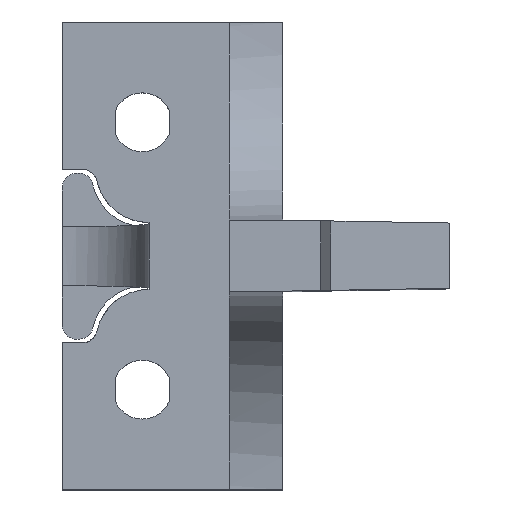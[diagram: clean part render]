
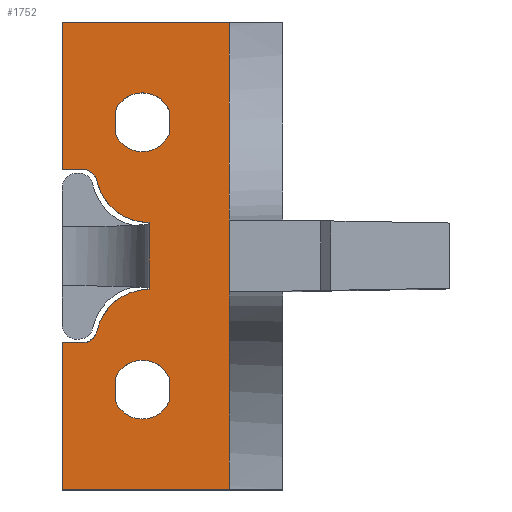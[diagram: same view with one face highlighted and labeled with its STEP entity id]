
A CAD part, top view. The second image highlights one B-rep face of the part: STEP entity #1752.
In plain terms, the highlighted planar face has unit normal (0, 0, 1).
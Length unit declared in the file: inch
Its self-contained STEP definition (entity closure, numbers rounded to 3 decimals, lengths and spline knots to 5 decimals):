
#18=DIRECTION('',(0.,-1.,0.));
#19=VECTOR('',#18,0.1833);
#20=CARTESIAN_POINT('',(0.2,-0.90835,0.));
#21=LINE('',#20,#19);
#26=DIRECTION('',(0.,1.,0.));
#27=VECTOR('',#26,0.1833);
#28=CARTESIAN_POINT('',(-0.2,-1.09165,0.));
#29=LINE('',#28,#27);
#33=DIRECTION('',(0.,-1.,0.));
#34=VECTOR('',#33,0.1833);
#35=CARTESIAN_POINT('',(0.2,1.09165,0.));
#36=LINE('',#35,#34);
#40=DIRECTION('',(0.,1.,0.));
#41=VECTOR('',#40,0.1833);
#42=CARTESIAN_POINT('',(-0.2,0.90835,0.));
#43=LINE('',#42,#41);
#47=DIRECTION('',(1.,0.,0.));
#48=VECTOR('',#47,0.152);
#49=CARTESIAN_POINT('',(-0.6,0.65,0.));
#50=LINE('',#49,#48);
#54=DIRECTION('',(0.,1.,0.));
#55=VECTOR('',#54,1.1);
#56=CARTESIAN_POINT('',(-0.6,0.65,0.));
#57=LINE('',#56,#55);
#61=DIRECTION('',(1.,0.,0.));
#62=VECTOR('',#61,1.25);
#63=CARTESIAN_POINT('',(-0.6,1.75,0.));
#64=LINE('',#63,#62);
#68=CARTESIAN_POINT('',(0.65,1.75,0.));
#69=CARTESIAN_POINT('',(0.65,1.73884,0.));
#70=CARTESIAN_POINT('',(0.65,1.72767,0.));
#71=CARTESIAN_POINT('',(0.65,1.71651,0.));
#76=CARTESIAN_POINT('',(0.65,-1.71651,0.));
#77=CARTESIAN_POINT('',(0.65,-1.72767,0.));
#78=CARTESIAN_POINT('',(0.65,-1.73884,0.));
#79=CARTESIAN_POINT('',(0.65,-1.75,0.));
#84=DIRECTION('',(-1.,0.,0.));
#85=VECTOR('',#84,1.25);
#86=CARTESIAN_POINT('',(0.65,-1.75,0.));
#87=LINE('',#86,#85);
#91=DIRECTION('',(0.,1.,0.));
#92=VECTOR('',#91,1.1);
#93=CARTESIAN_POINT('',(-0.6,-1.75,0.));
#94=LINE('',#93,#92);
#98=DIRECTION('',(1.,0.,0.));
#99=VECTOR('',#98,0.152);
#100=CARTESIAN_POINT('',(-0.6,-0.65,0.));
#101=LINE('',#100,#99);
#105=CARTESIAN_POINT('',(-0.448,-0.65,0.));
#106=CARTESIAN_POINT('',(-0.44181,-0.65,0.));
#107=CARTESIAN_POINT('',(-0.42939,-0.64895,0.));
#108=CARTESIAN_POINT('',(-0.41132,-0.64426,0.));
#109=CARTESIAN_POINT('',(-0.39429,-0.6366,0.));
#110=CARTESIAN_POINT('',(-0.3788,-0.62618,0.));
#111=CARTESIAN_POINT('',(-0.36529,-0.61329,0.));
#112=CARTESIAN_POINT('',(-0.35414,-0.59831,0.));
#113=CARTESIAN_POINT('',(-0.34567,-0.58167,0.));
#114=CARTESIAN_POINT('',(-0.34197,-0.56978,0.));
#115=CARTESIAN_POINT('',(-0.34064,-0.56373,0.));
#120=CARTESIAN_POINT('',(-0.34064,-0.56373,0.));
#121=CARTESIAN_POINT('',(-0.33511,-0.53859,0.));
#122=CARTESIAN_POINT('',(-0.31913,-0.48927,0.));
#123=CARTESIAN_POINT('',(-0.28143,-0.42139,0.));
#124=CARTESIAN_POINT('',(-0.23138,-0.36199,0.));
#125=CARTESIAN_POINT('',(-0.17084,-0.31334,0.));
#126=CARTESIAN_POINT('',(-0.10206,-0.27723,0.));
#127=CARTESIAN_POINT('',(-0.02763,-0.255,0.));
#128=CARTESIAN_POINT('',(0.024,-0.25,0.));
#129=CARTESIAN_POINT('',(0.04976,-0.25,0.));
#134=DIRECTION('',(0.,-1.,0.));
#135=VECTOR('',#134,0.5);
#136=CARTESIAN_POINT('',(0.04976,0.25,0.));
#137=LINE('',#136,#135);
#141=CARTESIAN_POINT('',(0.04976,0.25,0.));
#142=CARTESIAN_POINT('',(0.024,0.25,0.));
#143=CARTESIAN_POINT('',(-0.02763,0.255,0.));
#144=CARTESIAN_POINT('',(-0.10206,0.27723,0.));
#145=CARTESIAN_POINT('',(-0.17084,0.31334,0.));
#146=CARTESIAN_POINT('',(-0.23138,0.36199,0.));
#147=CARTESIAN_POINT('',(-0.28143,0.42139,0.));
#148=CARTESIAN_POINT('',(-0.31913,0.48927,0.));
#149=CARTESIAN_POINT('',(-0.33511,0.53859,0.));
#150=CARTESIAN_POINT('',(-0.34064,0.56373,0.));
#155=CARTESIAN_POINT('',(-0.34064,0.56373,0.));
#156=CARTESIAN_POINT('',(-0.34197,0.56978,0.));
#157=CARTESIAN_POINT('',(-0.34567,0.58167,0.));
#158=CARTESIAN_POINT('',(-0.35414,0.59831,0.));
#159=CARTESIAN_POINT('',(-0.36529,0.61329,0.));
#160=CARTESIAN_POINT('',(-0.3788,0.62618,0.));
#161=CARTESIAN_POINT('',(-0.39429,0.6366,0.));
#162=CARTESIAN_POINT('',(-0.41132,0.64426,0.));
#163=CARTESIAN_POINT('',(-0.42939,0.64895,0.));
#164=CARTESIAN_POINT('',(-0.44181,0.65,0.));
#165=CARTESIAN_POINT('',(-0.448,0.65,0.));
#170=CARTESIAN_POINT('',(0.,-1.,0.));
#171=DIRECTION('',(0.,0.,-1.));
#172=DIRECTION('',(-0.909,0.417,0.));
#173=AXIS2_PLACEMENT_3D('',#170,#171,#172);
#194=CARTESIAN_POINT('',(0.,-1.,0.));
#195=DIRECTION('',(0.,0.,-1.));
#196=DIRECTION('',(0.909,-0.417,0.));
#197=AXIS2_PLACEMENT_3D('',#194,#195,#196);
#388=CARTESIAN_POINT('',(0.,1.,0.));
#389=DIRECTION('',(0.,0.,-1.));
#390=DIRECTION('',(-0.909,0.417,0.));
#391=AXIS2_PLACEMENT_3D('',#388,#389,#390);
#412=CARTESIAN_POINT('',(0.,1.,0.));
#413=DIRECTION('',(0.,0.,-1.));
#414=DIRECTION('',(0.909,-0.417,0.));
#415=AXIS2_PLACEMENT_3D('',#412,#413,#414);
#1001=DIRECTION('',(0.,1.,0.));
#1002=VECTOR('',#1001,3.43302);
#1003=CARTESIAN_POINT('',(0.65,-1.71651,0.));
#1004=LINE('',#1003,#1002);
#1493=CARTESIAN_POINT('',(-0.6,-1.75,0.));
#1495=VERTEX_POINT('',#1493);
#1497=CARTESIAN_POINT('',(-0.6,1.75,0.));
#1499=VERTEX_POINT('',#1497);
#1518=CARTESIAN_POINT('',(-0.2,-0.90835,0.));
#1520=VERTEX_POINT('',#1518);
#1522=CARTESIAN_POINT('',(-0.2,-1.09165,0.));
#1524=VERTEX_POINT('',#1522);
#1526=CARTESIAN_POINT('',(0.2,-1.09165,0.));
#1528=VERTEX_POINT('',#1526);
#1530=CARTESIAN_POINT('',(0.2,-0.90835,0.));
#1532=VERTEX_POINT('',#1530);
#1534=CARTESIAN_POINT('',(-0.2,1.09165,0.));
#1536=VERTEX_POINT('',#1534);
#1538=CARTESIAN_POINT('',(-0.2,0.90835,0.));
#1540=VERTEX_POINT('',#1538);
#1542=CARTESIAN_POINT('',(0.2,0.90835,0.));
#1544=VERTEX_POINT('',#1542);
#1546=CARTESIAN_POINT('',(0.2,1.09165,0.));
#1548=VERTEX_POINT('',#1546);
#1589=CARTESIAN_POINT('',(0.65,1.75,0.));
#1591=VERTEX_POINT('',#1589);
#1601=CARTESIAN_POINT('',(0.65,-1.75,0.));
#1603=VERTEX_POINT('',#1601);
#1623=CARTESIAN_POINT('',(0.65,1.71651,0.));
#1624=VERTEX_POINT('',#1623);
#1625=CARTESIAN_POINT('',(0.65,-1.71651,0.));
#1626=VERTEX_POINT('',#1625);
#1627=CARTESIAN_POINT('',(-0.6,0.65,0.));
#1628=CARTESIAN_POINT('',(-0.448,0.65,0.));
#1629=VERTEX_POINT('',#1627);
#1630=VERTEX_POINT('',#1628);
#1631=VERTEX_POINT('',#155);
#1632=VERTEX_POINT('',#141);
#1633=CARTESIAN_POINT('',(0.04976,-0.25,0.));
#1634=VERTEX_POINT('',#1633);
#1635=VERTEX_POINT('',#120);
#1636=VERTEX_POINT('',#105);
#1637=CARTESIAN_POINT('',(-0.6,-0.65,0.));
#1638=VERTEX_POINT('',#1637);
#1697=CARTESIAN_POINT('',(0.,0.,0.));
#1698=DIRECTION('',(0.,0.,-1.));
#1699=DIRECTION('',(1.,0.,0.));
#1700=AXIS2_PLACEMENT_3D('',#1697,#1698,#1699);
#1701=PLANE('',#1700);
#1703=ORIENTED_EDGE('',*,*,#1702,.F.);
#1705=ORIENTED_EDGE('',*,*,#1704,.T.);
#1707=ORIENTED_EDGE('',*,*,#1706,.T.);
#1709=ORIENTED_EDGE('',*,*,#1708,.T.);
#1711=ORIENTED_EDGE('',*,*,#1710,.F.);
#1713=ORIENTED_EDGE('',*,*,#1712,.T.);
#1715=ORIENTED_EDGE('',*,*,#1714,.T.);
#1717=ORIENTED_EDGE('',*,*,#1716,.T.);
#1719=ORIENTED_EDGE('',*,*,#1718,.T.);
#1721=ORIENTED_EDGE('',*,*,#1720,.T.);
#1723=ORIENTED_EDGE('',*,*,#1722,.T.);
#1725=ORIENTED_EDGE('',*,*,#1724,.F.);
#1727=ORIENTED_EDGE('',*,*,#1726,.T.);
#1729=ORIENTED_EDGE('',*,*,#1728,.T.);
#1730=EDGE_LOOP('',(#1703,#1705,#1707,#1709,#1711,#1713,#1715,#1717,#1719,#1721,
#1723,#1725,#1727,#1729));
#1731=FACE_OUTER_BOUND('',#1730,.F.);
#1733=ORIENTED_EDGE('',*,*,#1732,.F.);
#1735=ORIENTED_EDGE('',*,*,#1734,.F.);
#1737=ORIENTED_EDGE('',*,*,#1736,.F.);
#1739=ORIENTED_EDGE('',*,*,#1738,.F.);
#1740=EDGE_LOOP('',(#1733,#1735,#1737,#1739));
#1741=FACE_BOUND('',#1740,.F.);
#1743=ORIENTED_EDGE('',*,*,#1742,.F.);
#1745=ORIENTED_EDGE('',*,*,#1744,.F.);
#1747=ORIENTED_EDGE('',*,*,#1746,.F.);
#1749=ORIENTED_EDGE('',*,*,#1748,.F.);
#1750=EDGE_LOOP('',(#1743,#1745,#1747,#1749));
#1751=FACE_BOUND('',#1750,.F.);
#72=B_SPLINE_CURVE_WITH_KNOTS('',3,(#68,#69,#70,#71),.UNSPECIFIED.,.F.,.F.,(4,
4),(0.,1.),.UNSPECIFIED.);
#80=B_SPLINE_CURVE_WITH_KNOTS('',3,(#76,#77,#78,#79),.UNSPECIFIED.,.F.,.F.,(4,
4),(0.,1.),.UNSPECIFIED.);
#116=B_SPLINE_CURVE_WITH_KNOTS('',3,(#105,#106,#107,#108,#109,#110,#111,#112,
#113,#114,#115),.UNSPECIFIED.,.F.,.F.,(4,1,1,1,1,1,1,1,4),(0.,
0.125,0.25,0.375,0.5,
0.625,0.75,0.875,1.),.UNSPECIFIED.);
#130=B_SPLINE_CURVE_WITH_KNOTS('',3,(#120,#121,#122,#123,#124,#125,#126,#127,
#128,#129),.UNSPECIFIED.,.F.,.F.,(4,1,1,1,1,1,1,4),(0.,0.14285,
0.28569,0.4285,0.57131,0.71416,
0.85704,1.),.UNSPECIFIED.);
#151=B_SPLINE_CURVE_WITH_KNOTS('',3,(#141,#142,#143,#144,#145,#146,#147,#148,
#149,#150),.UNSPECIFIED.,.F.,.F.,(4,1,1,1,1,1,1,4),(0.,0.14296,
0.28584,0.42869,0.5715,0.71431,
0.85715,1.),.UNSPECIFIED.);
#166=B_SPLINE_CURVE_WITH_KNOTS('',3,(#155,#156,#157,#158,#159,#160,#161,#162,
#163,#164,#165),.UNSPECIFIED.,.F.,.F.,(4,1,1,1,1,1,1,1,4),(0.,
0.125,0.25,0.375,0.5,
0.625,0.75,0.875,1.),.UNSPECIFIED.);
#174=CIRCLE('',#173,0.22);
#198=CIRCLE('',#197,0.22);
#392=CIRCLE('',#391,0.22);
#416=CIRCLE('',#415,0.22);
#1702=EDGE_CURVE('',#1629,#1630,#50,.T.);
#1704=EDGE_CURVE('',#1629,#1499,#57,.T.);
#1706=EDGE_CURVE('',#1499,#1591,#64,.T.);
#1708=EDGE_CURVE('',#1591,#1624,#72,.T.);
#1710=EDGE_CURVE('',#1626,#1624,#1004,.T.);
#1712=EDGE_CURVE('',#1626,#1603,#80,.T.);
#1714=EDGE_CURVE('',#1603,#1495,#87,.T.);
#1716=EDGE_CURVE('',#1495,#1638,#94,.T.);
#1718=EDGE_CURVE('',#1638,#1636,#101,.T.);
#1720=EDGE_CURVE('',#1636,#1635,#116,.T.);
#1722=EDGE_CURVE('',#1635,#1634,#130,.T.);
#1724=EDGE_CURVE('',#1632,#1634,#137,.T.);
#1726=EDGE_CURVE('',#1632,#1631,#151,.T.);
#1728=EDGE_CURVE('',#1631,#1630,#166,.T.);
#1732=EDGE_CURVE('',#1544,#1540,#416,.T.);
#1734=EDGE_CURVE('',#1548,#1544,#36,.T.);
#1736=EDGE_CURVE('',#1536,#1548,#392,.T.);
#1738=EDGE_CURVE('',#1540,#1536,#43,.T.);
#1742=EDGE_CURVE('',#1528,#1524,#198,.T.);
#1744=EDGE_CURVE('',#1532,#1528,#21,.T.);
#1746=EDGE_CURVE('',#1520,#1532,#174,.T.);
#1748=EDGE_CURVE('',#1524,#1520,#29,.T.);
#1752=ADVANCED_FACE('',(#1731,#1741,#1751),#1701,.F.);
